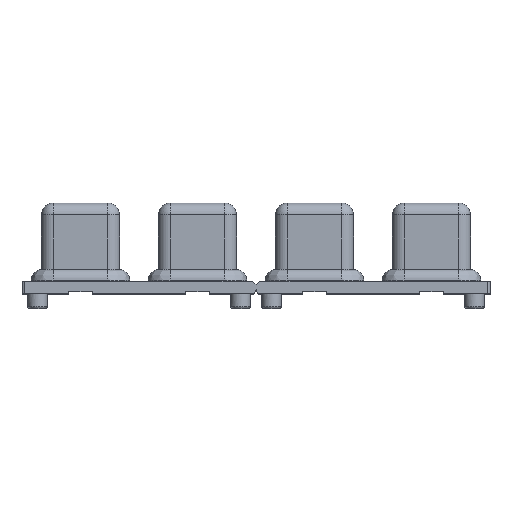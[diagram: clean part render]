
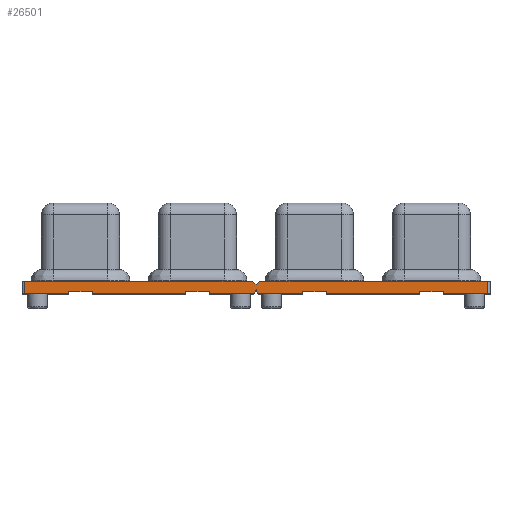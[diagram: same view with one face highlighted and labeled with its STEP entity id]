
A CAD part, top view. The second image highlights one B-rep face of the part: STEP entity #26501.
In plain terms, the highlighted planar face has unit normal (0, 0, 1).
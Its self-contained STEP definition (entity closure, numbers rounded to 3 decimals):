
#135=DIRECTION('',(0.,1.,0.));
#136=VECTOR('',#135,1.6);
#137=CARTESIAN_POINT('',(29.7,-1.6,30.));
#138=LINE('',#137,#136);
#1683=DIRECTION('',(0.,-1.,0.));
#1684=VECTOR('',#1683,0.3);
#1685=CARTESIAN_POINT('',(-9.,-1.3,30.));
#1686=LINE('',#1685,#1684);
#1687=DIRECTION('',(-1.,0.,0.));
#1688=VECTOR('',#1687,12.);
#1689=CARTESIAN_POINT('',(-9.,-1.6,30.));
#1690=LINE('',#1689,#1688);
#1691=DIRECTION('',(0.,1.,0.));
#1692=VECTOR('',#1691,0.3);
#1693=CARTESIAN_POINT('',(-21.,-1.6,30.));
#1694=LINE('',#1693,#1692);
#1695=DIRECTION('',(0.,-1.,0.));
#1696=VECTOR('',#1695,0.3);
#1697=CARTESIAN_POINT('',(-24.,-1.3,30.));
#1698=LINE('',#1697,#1696);
#1699=DIRECTION('',(-1.,0.,0.));
#1700=VECTOR('',#1699,5.7);
#1701=CARTESIAN_POINT('',(-24.,-1.6,30.));
#1702=LINE('',#1701,#1700);
#1703=DIRECTION('',(1.,0.,0.));
#1704=VECTOR('',#1703,29.2);
#1705=CARTESIAN_POINT('',(-29.7,0.,30.));
#1706=LINE('',#1705,#1704);
#1707=DIRECTION('',(0.707,-0.707,0.));
#1708=VECTOR('',#1707,0.707);
#1709=CARTESIAN_POINT('',(-0.5,0.,30.));
#1710=LINE('',#1709,#1708);
#1711=DIRECTION('',(0.707,0.707,0.));
#1712=VECTOR('',#1711,0.707);
#1713=CARTESIAN_POINT('',(0.,-0.5,30.));
#1714=LINE('',#1713,#1712);
#1715=DIRECTION('',(1.,0.,0.));
#1716=VECTOR('',#1715,29.2);
#1717=CARTESIAN_POINT('',(0.5,0.,30.));
#1718=LINE('',#1717,#1716);
#1719=DIRECTION('',(-1.,0.,0.));
#1720=VECTOR('',#1719,5.7);
#1721=CARTESIAN_POINT('',(29.7,-1.6,30.));
#1722=LINE('',#1721,#1720);
#1723=DIRECTION('',(0.,1.,0.));
#1724=VECTOR('',#1723,0.3);
#1725=CARTESIAN_POINT('',(24.,-1.6,30.));
#1726=LINE('',#1725,#1724);
#1727=DIRECTION('',(-1.,0.,0.));
#1728=VECTOR('',#1727,3.);
#1729=CARTESIAN_POINT('',(24.,-1.3,30.));
#1730=LINE('',#1729,#1728);
#1731=DIRECTION('',(0.,-1.,0.));
#1732=VECTOR('',#1731,0.3);
#1733=CARTESIAN_POINT('',(21.,-1.3,30.));
#1734=LINE('',#1733,#1732);
#1735=DIRECTION('',(-1.,0.,0.));
#1736=VECTOR('',#1735,12.);
#1737=CARTESIAN_POINT('',(21.,-1.6,30.));
#1738=LINE('',#1737,#1736);
#1739=DIRECTION('',(0.,1.,0.));
#1740=VECTOR('',#1739,0.3);
#1741=CARTESIAN_POINT('',(9.,-1.6,30.));
#1742=LINE('',#1741,#1740);
#1743=DIRECTION('',(-1.,0.,0.));
#1744=VECTOR('',#1743,3.);
#1745=CARTESIAN_POINT('',(9.,-1.3,30.));
#1746=LINE('',#1745,#1744);
#1747=DIRECTION('',(0.,-1.,0.));
#1748=VECTOR('',#1747,0.3);
#1749=CARTESIAN_POINT('',(6.,-1.3,30.));
#1750=LINE('',#1749,#1748);
#1751=DIRECTION('',(-1.,0.,0.));
#1752=VECTOR('',#1751,5.643);
#1753=CARTESIAN_POINT('',(6.,-1.6,30.));
#1754=LINE('',#1753,#1752);
#1755=DIRECTION('',(-0.581,0.814,0.));
#1756=VECTOR('',#1755,0.614);
#1757=CARTESIAN_POINT('',(0.357,-1.6,30.));
#1758=LINE('',#1757,#1756);
#1759=DIRECTION('',(-0.581,-0.814,0.));
#1760=VECTOR('',#1759,0.614);
#1761=CARTESIAN_POINT('',(0.,-1.1,30.));
#1762=LINE('',#1761,#1760);
#1763=DIRECTION('',(-1.,0.,0.));
#1764=VECTOR('',#1763,5.643);
#1765=CARTESIAN_POINT('',(-0.357,-1.6,30.));
#1766=LINE('',#1765,#1764);
#1767=DIRECTION('',(0.,1.,0.));
#1768=VECTOR('',#1767,0.3);
#1769=CARTESIAN_POINT('',(-6.,-1.6,30.));
#1770=LINE('',#1769,#1768);
#1771=DIRECTION('',(1.,0.,0.));
#1772=VECTOR('',#1771,3.);
#1773=CARTESIAN_POINT('',(-9.,-1.3,30.));
#1774=LINE('',#1773,#1772);
#2833=DIRECTION('',(1.,0.,0.));
#2834=VECTOR('',#2833,3.);
#2835=CARTESIAN_POINT('',(-24.,-1.3,30.));
#2836=LINE('',#2835,#2834);
#8782=DIRECTION('',(0.,-1.,0.));
#8783=VECTOR('',#8782,1.6);
#8784=CARTESIAN_POINT('',(-29.7,0.,30.));
#8785=LINE('',#8784,#8783);
#20283=CARTESIAN_POINT('',(29.7,0.,30.));
#20285=VERTEX_POINT('',#20283);
#20286=CARTESIAN_POINT('',(0.5,0.,30.));
#20287=VERTEX_POINT('',#20286);
#20372=CARTESIAN_POINT('',(-29.7,0.,30.));
#20374=VERTEX_POINT('',#20372);
#20380=CARTESIAN_POINT('',(-0.5,0.,30.));
#20381=VERTEX_POINT('',#20380);
#21074=CARTESIAN_POINT('',(29.7,-1.6,30.));
#21076=VERTEX_POINT('',#21074);
#21140=CARTESIAN_POINT('',(24.,-1.6,30.));
#21141=VERTEX_POINT('',#21140);
#21190=CARTESIAN_POINT('',(6.,-1.6,30.));
#21192=VERTEX_POINT('',#21190);
#21202=CARTESIAN_POINT('',(0.357,-1.6,30.));
#21203=VERTEX_POINT('',#21202);
#21214=CARTESIAN_POINT('',(9.,-1.6,30.));
#21215=VERTEX_POINT('',#21214);
#21216=CARTESIAN_POINT('',(21.,-1.6,30.));
#21217=VERTEX_POINT('',#21216);
#21268=CARTESIAN_POINT('',(-6.,-1.6,30.));
#21269=VERTEX_POINT('',#21268);
#21270=CARTESIAN_POINT('',(-0.357,-1.6,30.));
#21271=VERTEX_POINT('',#21270);
#21362=CARTESIAN_POINT('',(-24.,-1.6,30.));
#21364=VERTEX_POINT('',#21362);
#21376=CARTESIAN_POINT('',(-29.7,-1.6,30.));
#21377=VERTEX_POINT('',#21376);
#21392=CARTESIAN_POINT('',(-21.,-1.6,30.));
#21393=VERTEX_POINT('',#21392);
#21394=CARTESIAN_POINT('',(-9.,-1.6,30.));
#21395=VERTEX_POINT('',#21394);
#22208=CARTESIAN_POINT('',(-21.,-1.3,30.));
#22210=VERTEX_POINT('',#22208);
#22213=CARTESIAN_POINT('',(-24.,-1.3,30.));
#22214=VERTEX_POINT('',#22213);
#22232=CARTESIAN_POINT('',(-6.,-1.3,30.));
#22234=VERTEX_POINT('',#22232);
#22237=CARTESIAN_POINT('',(-9.,-1.3,30.));
#22238=VERTEX_POINT('',#22237);
#22342=CARTESIAN_POINT('',(24.,-1.3,30.));
#22344=VERTEX_POINT('',#22342);
#22347=CARTESIAN_POINT('',(21.,-1.3,30.));
#22348=VERTEX_POINT('',#22347);
#22366=CARTESIAN_POINT('',(9.,-1.3,30.));
#22368=VERTEX_POINT('',#22366);
#22371=CARTESIAN_POINT('',(6.,-1.3,30.));
#22372=VERTEX_POINT('',#22371);
#22674=CARTESIAN_POINT('',(0.,-1.1,30.));
#22675=VERTEX_POINT('',#22674);
#23024=CARTESIAN_POINT('',(0.,-0.5,30.));
#23025=VERTEX_POINT('',#23024);
#26450=CARTESIAN_POINT('',(-30.,0.,30.));
#26451=DIRECTION('',(0.,0.,1.));
#26452=DIRECTION('',(1.,0.,0.));
#26453=AXIS2_PLACEMENT_3D('',#26450,#26451,#26452);
#26454=PLANE('',#26453);
#26456=ORIENTED_EDGE('',*,*,#26455,.F.);
#26458=ORIENTED_EDGE('',*,*,#26457,.T.);
#26460=ORIENTED_EDGE('',*,*,#26459,.T.);
#26462=ORIENTED_EDGE('',*,*,#26461,.T.);
#26464=ORIENTED_EDGE('',*,*,#26463,.F.);
#26466=ORIENTED_EDGE('',*,*,#26465,.T.);
#26468=ORIENTED_EDGE('',*,*,#26467,.T.);
#26470=ORIENTED_EDGE('',*,*,#26469,.F.);
#26472=ORIENTED_EDGE('',*,*,#26471,.T.);
#26474=ORIENTED_EDGE('',*,*,#26473,.T.);
#26476=ORIENTED_EDGE('',*,*,#26475,.T.);
#26477=ORIENTED_EDGE('',*,*,#24581,.T.);
#26478=ORIENTED_EDGE('',*,*,#24695,.F.);
#26479=ORIENTED_EDGE('',*,*,#24718,.T.);
#26481=ORIENTED_EDGE('',*,*,#26480,.T.);
#26483=ORIENTED_EDGE('',*,*,#26482,.T.);
#26485=ORIENTED_EDGE('',*,*,#26484,.T.);
#26486=ORIENTED_EDGE('',*,*,#26209,.T.);
#26487=ORIENTED_EDGE('',*,*,#26190,.T.);
#26488=ORIENTED_EDGE('',*,*,#26175,.T.);
#26489=ORIENTED_EDGE('',*,*,#26160,.T.);
#26490=ORIENTED_EDGE('',*,*,#26145,.T.);
#26492=ORIENTED_EDGE('',*,*,#26491,.T.);
#26494=ORIENTED_EDGE('',*,*,#26493,.T.);
#26496=ORIENTED_EDGE('',*,*,#26495,.T.);
#26498=ORIENTED_EDGE('',*,*,#26497,.T.);
#26499=EDGE_LOOP('',(#26456,#26458,#26460,#26462,#26464,#26466,#26468,#26470,
#26472,#26474,#26476,#26477,#26478,#26479,#26481,#26483,#26485,#26486,#26487,
#26488,#26489,#26490,#26492,#26494,#26496,#26498));
#26500=FACE_OUTER_BOUND('',#26499,.F.);
#24581=EDGE_CURVE('',#20287,#20285,#1718,.T.);
#24695=EDGE_CURVE('',#21076,#20285,#138,.T.);
#24718=EDGE_CURVE('',#21076,#21141,#1722,.T.);
#26145=EDGE_CURVE('',#21192,#21203,#1754,.T.);
#26160=EDGE_CURVE('',#22372,#21192,#1750,.T.);
#26175=EDGE_CURVE('',#22368,#22372,#1746,.T.);
#26190=EDGE_CURVE('',#21215,#22368,#1742,.T.);
#26209=EDGE_CURVE('',#21217,#21215,#1738,.T.);
#26455=EDGE_CURVE('',#22238,#22234,#1774,.T.);
#26457=EDGE_CURVE('',#22238,#21395,#1686,.T.);
#26459=EDGE_CURVE('',#21395,#21393,#1690,.T.);
#26461=EDGE_CURVE('',#21393,#22210,#1694,.T.);
#26463=EDGE_CURVE('',#22214,#22210,#2836,.T.);
#26465=EDGE_CURVE('',#22214,#21364,#1698,.T.);
#26467=EDGE_CURVE('',#21364,#21377,#1702,.T.);
#26469=EDGE_CURVE('',#20374,#21377,#8785,.T.);
#26471=EDGE_CURVE('',#20374,#20381,#1706,.T.);
#26473=EDGE_CURVE('',#20381,#23025,#1710,.T.);
#26475=EDGE_CURVE('',#23025,#20287,#1714,.T.);
#26480=EDGE_CURVE('',#21141,#22344,#1726,.T.);
#26482=EDGE_CURVE('',#22344,#22348,#1730,.T.);
#26484=EDGE_CURVE('',#22348,#21217,#1734,.T.);
#26491=EDGE_CURVE('',#21203,#22675,#1758,.T.);
#26493=EDGE_CURVE('',#22675,#21271,#1762,.T.);
#26495=EDGE_CURVE('',#21271,#21269,#1766,.T.);
#26497=EDGE_CURVE('',#21269,#22234,#1770,.T.);
#26501=ADVANCED_FACE('',(#26500),#26454,.T.);
